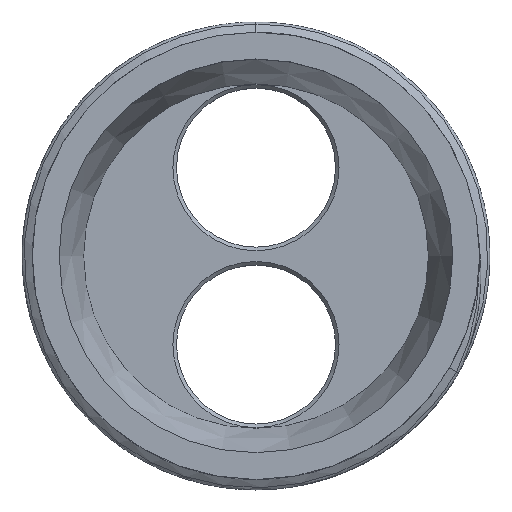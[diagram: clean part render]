
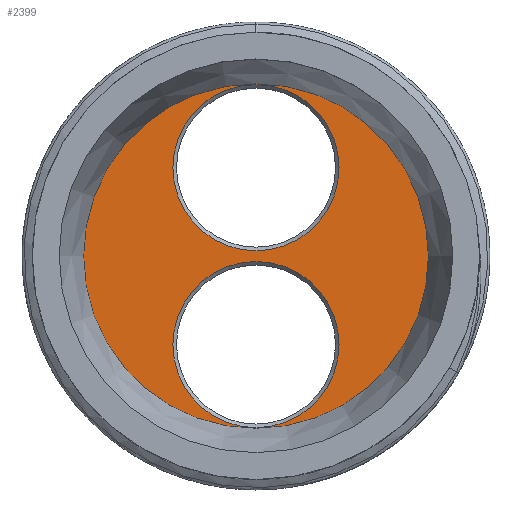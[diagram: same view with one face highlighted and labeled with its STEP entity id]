
A CAD part, top view. The second image highlights one B-rep face of the part: STEP entity #2399.
In plain terms, the highlighted planar face has unit normal (0, 0, 1).
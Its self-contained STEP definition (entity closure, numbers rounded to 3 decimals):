
#1040 = CONICAL_SURFACE('',#1041,8.885,0.785);
#1041 = AXIS2_PLACEMENT_3D('',#1042,#1043,#1044);
#1042 = CARTESIAN_POINT('',(0.,-9.885,-0.4));
#1043 = DIRECTION('',(0.,0.,1.));
#1044 = DIRECTION('',(-1.,0.,0.));
#1790 = CONICAL_SURFACE('',#1791,8.885,0.785);
#1791 = AXIS2_PLACEMENT_3D('',#1792,#1793,#1794);
#1792 = CARTESIAN_POINT('',(0.,9.885,-0.4));
#1793 = DIRECTION('',(0.,0.,1.));
#1794 = DIRECTION('',(-1.,0.,0.));
#1808 = VERTEX_POINT('',#1809);
#1809 = CARTESIAN_POINT('',(-9.285,-9.885,
    0.));
#1832 = EDGE_CURVE('',#1808,#1808,#1833,.T.);
#1833 = SURFACE_CURVE('',#1834,(#1839,#1846),.PCURVE_S1.);
#1834 = CIRCLE('',#1835,9.285);
#1835 = AXIS2_PLACEMENT_3D('',#1836,#1837,#1838);
#1836 = CARTESIAN_POINT('',(0.,-9.885,0.));
#1837 = DIRECTION('',(0.,0.,1.));
#1838 = DIRECTION('',(-1.,0.,0.));
#1839 = PCURVE('',#1040,#1840);
#1840 = DEFINITIONAL_REPRESENTATION('',(#1841),#1845);
#1841 = LINE('',#1842,#1843);
#1842 = CARTESIAN_POINT('',(0.,0.4));
#1843 = VECTOR('',#1844,1.);
#1844 = DIRECTION('',(1.,0.));
#1845 = ( GEOMETRIC_REPRESENTATION_CONTEXT(2) 
PARAMETRIC_REPRESENTATION_CONTEXT() REPRESENTATION_CONTEXT('2D SPACE',''
  ) );
#1846 = PCURVE('',#1847,#1852);
#1847 = PLANE('',#1848);
#1848 = AXIS2_PLACEMENT_3D('',#1849,#1850,#1851);
#1849 = CARTESIAN_POINT('',(0.,0.,0.));
#1850 = DIRECTION('',(0.,0.,-1.));
#1851 = DIRECTION('',(1.,0.,0.));
#1852 = DEFINITIONAL_REPRESENTATION('',(#1853),#1861);
#1853 = ( BOUNDED_CURVE() B_SPLINE_CURVE(2,(#1854,#1855,#1856,#1857,
#1858,#1859,#1860),.UNSPECIFIED.,.T.,.F.) B_SPLINE_CURVE_WITH_KNOTS((1,2
    ,2,2,2,1),(-2.094,0.,2.094,4.189,
6.283,8.378),.UNSPECIFIED.) CURVE() 
GEOMETRIC_REPRESENTATION_ITEM() RATIONAL_B_SPLINE_CURVE((1.,0.5,1.,0.5,
1.,0.5,1.)) REPRESENTATION_ITEM('') );
#1854 = CARTESIAN_POINT('',(-9.285,9.885));
#1855 = CARTESIAN_POINT('',(-9.285,25.967));
#1856 = CARTESIAN_POINT('',(4.643,17.926));
#1857 = CARTESIAN_POINT('',(18.57,9.885));
#1858 = CARTESIAN_POINT('',(4.643,1.844));
#1859 = CARTESIAN_POINT('',(-9.285,-6.197));
#1860 = CARTESIAN_POINT('',(-9.285,9.885));
#1861 = ( GEOMETRIC_REPRESENTATION_CONTEXT(2) 
PARAMETRIC_REPRESENTATION_CONTEXT() REPRESENTATION_CONTEXT('2D SPACE',''
  ) );
#2350 = VERTEX_POINT('',#2351);
#2351 = CARTESIAN_POINT('',(-9.285,9.885,
    0.));
#2374 = EDGE_CURVE('',#2350,#2350,#2375,.T.);
#2375 = SURFACE_CURVE('',#2376,(#2381,#2388),.PCURVE_S1.);
#2376 = CIRCLE('',#2377,9.285);
#2377 = AXIS2_PLACEMENT_3D('',#2378,#2379,#2380);
#2378 = CARTESIAN_POINT('',(0.,9.885,0.));
#2379 = DIRECTION('',(0.,0.,1.));
#2380 = DIRECTION('',(-1.,0.,0.));
#2381 = PCURVE('',#1790,#2382);
#2382 = DEFINITIONAL_REPRESENTATION('',(#2383),#2387);
#2383 = LINE('',#2384,#2385);
#2384 = CARTESIAN_POINT('',(0.,0.4));
#2385 = VECTOR('',#2386,1.);
#2386 = DIRECTION('',(1.,0.));
#2387 = ( GEOMETRIC_REPRESENTATION_CONTEXT(2) 
PARAMETRIC_REPRESENTATION_CONTEXT() REPRESENTATION_CONTEXT('2D SPACE',''
  ) );
#2388 = PCURVE('',#1847,#2389);
#2389 = DEFINITIONAL_REPRESENTATION('',(#2390),#2398);
#2390 = ( BOUNDED_CURVE() B_SPLINE_CURVE(2,(#2391,#2392,#2393,#2394,
#2395,#2396,#2397),.UNSPECIFIED.,.T.,.F.) B_SPLINE_CURVE_WITH_KNOTS((1,2
    ,2,2,2,1),(-2.094,0.,2.094,4.189,
6.283,8.378),.UNSPECIFIED.) CURVE() 
GEOMETRIC_REPRESENTATION_ITEM() RATIONAL_B_SPLINE_CURVE((1.,0.5,1.,0.5,
1.,0.5,1.)) REPRESENTATION_ITEM('') );
#2391 = CARTESIAN_POINT('',(-9.285,-9.885));
#2392 = CARTESIAN_POINT('',(-9.285,6.197));
#2393 = CARTESIAN_POINT('',(4.643,-1.844));
#2394 = CARTESIAN_POINT('',(18.57,-9.885));
#2395 = CARTESIAN_POINT('',(4.643,-17.926));
#2396 = CARTESIAN_POINT('',(-9.285,-25.967));
#2397 = CARTESIAN_POINT('',(-9.285,-9.885));
#2398 = ( GEOMETRIC_REPRESENTATION_CONTEXT(2) 
PARAMETRIC_REPRESENTATION_CONTEXT() REPRESENTATION_CONTEXT('2D SPACE',''
  ) );
#2399 = ADVANCED_FACE('',(#2400,#2403,#2434),#1847,.F.);
#2400 = FACE_BOUND('',#2401,.F.);
#2401 = EDGE_LOOP('',(#2402));
#2402 = ORIENTED_EDGE('',*,*,#1832,.T.);
#2403 = FACE_BOUND('',#2404,.F.);
#2404 = EDGE_LOOP('',(#2405));
#2405 = ORIENTED_EDGE('',*,*,#2406,.T.);
#2406 = EDGE_CURVE('',#2407,#2407,#2409,.T.);
#2407 = VERTEX_POINT('',#2408);
#2408 = CARTESIAN_POINT('',(19.27,0.,0.));
#2409 = SURFACE_CURVE('',#2410,(#2415,#2422),.PCURVE_S1.);
#2410 = CIRCLE('',#2411,19.27);
#2411 = AXIS2_PLACEMENT_3D('',#2412,#2413,#2414);
#2412 = CARTESIAN_POINT('',(0.,0.,0.));
#2413 = DIRECTION('',(0.,0.,-1.));
#2414 = DIRECTION('',(1.,0.,0.));
#2415 = PCURVE('',#1847,#2416);
#2416 = DEFINITIONAL_REPRESENTATION('',(#2417),#2421);
#2417 = CIRCLE('',#2418,19.27);
#2418 = AXIS2_PLACEMENT_2D('',#2419,#2420);
#2419 = CARTESIAN_POINT('',(0.,0.));
#2420 = DIRECTION('',(1.,0.));
#2421 = ( GEOMETRIC_REPRESENTATION_CONTEXT(2) 
PARAMETRIC_REPRESENTATION_CONTEXT() REPRESENTATION_CONTEXT('2D SPACE',''
  ) );
#2422 = PCURVE('',#2423,#2428);
#2423 = CONICAL_SURFACE('',#2424,22.,0.349);
#2424 = AXIS2_PLACEMENT_3D('',#2425,#2426,#2427);
#2425 = CARTESIAN_POINT('',(0.,0.,7.5));
#2426 = DIRECTION('',(0.,0.,1.));
#2427 = DIRECTION('',(1.,0.,0.));
#2428 = DEFINITIONAL_REPRESENTATION('',(#2429),#2433);
#2429 = LINE('',#2430,#2431);
#2430 = CARTESIAN_POINT('',(-0.,-7.5));
#2431 = VECTOR('',#2432,1.);
#2432 = DIRECTION('',(-1.,-0.));
#2433 = ( GEOMETRIC_REPRESENTATION_CONTEXT(2) 
PARAMETRIC_REPRESENTATION_CONTEXT() REPRESENTATION_CONTEXT('2D SPACE',''
  ) );
#2434 = FACE_BOUND('',#2435,.F.);
#2435 = EDGE_LOOP('',(#2436));
#2436 = ORIENTED_EDGE('',*,*,#2374,.T.);
